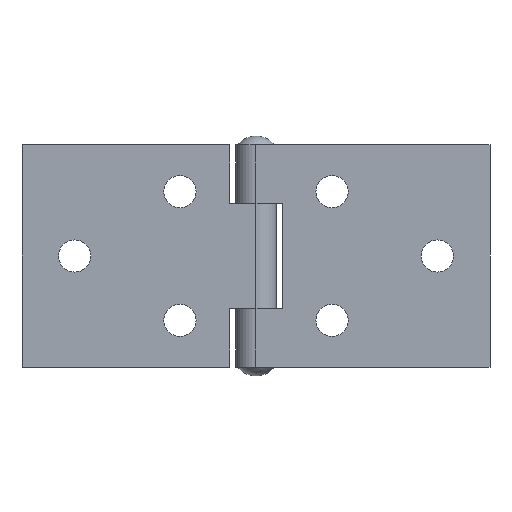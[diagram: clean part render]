
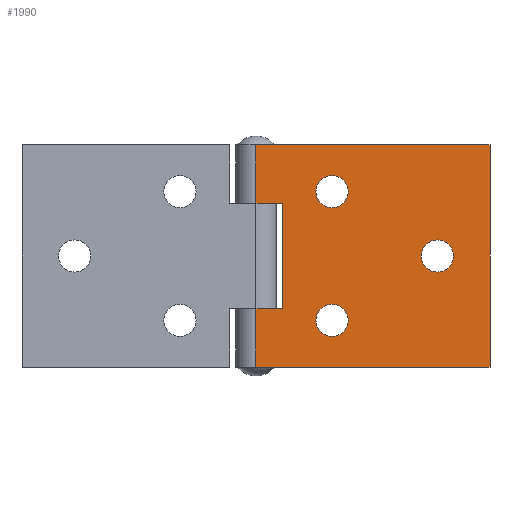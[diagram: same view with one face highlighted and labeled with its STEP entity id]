
A CAD part, front view. The second image highlights one B-rep face of the part: STEP entity #1990.
In plain terms, the highlighted planar face has unit normal (0, -1, 0).
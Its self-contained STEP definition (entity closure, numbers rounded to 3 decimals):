
#19 = EDGE_CURVE ( 'NONE', #2202, #477, #129, .T. ) ;
#20 = ORIENTED_EDGE ( 'NONE', *, *, #2309, .F. ) ;
#23 = EDGE_CURVE ( 'NONE', #1616, #1567, #2030, .T. ) ;
#27 = VECTOR ( 'NONE', #486, 1000. ) ;
#42 = DIRECTION ( 'NONE',  ( 0., -1., 0. ) ) ;
#73 = LINE ( 'NONE', #1141, #365 ) ;
#79 = VECTOR ( 'NONE', #2224, 1000. ) ;
#93 = AXIS2_PLACEMENT_3D ( 'NONE', #549, #2193, #385 ) ;
#96 = CIRCLE ( 'NONE', #798, 2.75 ) ;
#99 = LINE ( 'NONE', #1025, #1389 ) ;
#106 = VERTEX_POINT ( 'NONE', #343 ) ;
#108 = CARTESIAN_POINT ( 'NONE',  ( -13., -3.5, -11. ) ) ;
#118 = EDGE_LOOP ( 'NONE', ( #442, #211 ) ) ;
#129 = LINE ( 'NONE', #1772, #27 ) ;
#211 = ORIENTED_EDGE ( 'NONE', *, *, #1692, .F. ) ;
#222 = CARTESIAN_POINT ( 'NONE',  ( -33.75, -3.5, 0. ) ) ;
#246 = CARTESIAN_POINT ( 'NONE',  ( 0., -3.5, -9. ) ) ;
#251 = DIRECTION ( 'NONE',  ( 1., 0., 0. ) ) ;
#266 = AXIS2_PLACEMENT_3D ( 'NONE', #425, #1316, #1695 ) ;
#269 = AXIS2_PLACEMENT_3D ( 'NONE', #108, #2005, #1801 ) ;
#305 = VECTOR ( 'NONE', #693, 1000. ) ;
#327 = DIRECTION ( 'NONE',  ( -1., 0., 0. ) ) ;
#343 = CARTESIAN_POINT ( 'NONE',  ( -28.25, -3.5, 0. ) ) ;
#355 = CARTESIAN_POINT ( 'NONE',  ( 0., -3.5, 19. ) ) ;
#365 = VECTOR ( 'NONE', #969, 1000. ) ;
#384 = EDGE_CURVE ( 'NONE', #1364, #444, #96, .T. ) ;
#385 = DIRECTION ( 'NONE',  ( 1., 0., 0. ) ) ;
#390 = CARTESIAN_POINT ( 'NONE',  ( -40., -3.5, -19. ) ) ;
#391 = CARTESIAN_POINT ( 'NONE',  ( -15.75, -3.5, -11. ) ) ;
#425 = CARTESIAN_POINT ( 'NONE',  ( -31., -3.5, 0. ) ) ;
#442 = ORIENTED_EDGE ( 'NONE', *, *, #1740, .F. ) ;
#444 = VERTEX_POINT ( 'NONE', #1870 ) ;
#462 = FACE_BOUND ( 'NONE', #875, .T. ) ;
#477 = VERTEX_POINT ( 'NONE', #1122 ) ;
#479 = CARTESIAN_POINT ( 'NONE',  ( 0., -3.5, 19. ) ) ;
#485 = CARTESIAN_POINT ( 'NONE',  ( -10.25, -3.5, 11. ) ) ;
#486 = DIRECTION ( 'NONE',  ( 0., 0., -1. ) ) ;
#497 = DIRECTION ( 'NONE',  ( 0., 0., -1. ) ) ;
#503 = CARTESIAN_POINT ( 'NONE',  ( -10.25, -3.5, -11. ) ) ;
#511 = DIRECTION ( 'NONE',  ( 1., 0., 0. ) ) ;
#549 = CARTESIAN_POINT ( 'NONE',  ( -13., -3.5, -11. ) ) ;
#570 = LINE ( 'NONE', #1679, #79 ) ;
#613 = CIRCLE ( 'NONE', #93, 2.75 ) ;
#638 = LINE ( 'NONE', #1202, #869 ) ;
#643 = VERTEX_POINT ( 'NONE', #503 ) ;
#675 = DIRECTION ( 'NONE',  ( 0., 0., -1. ) ) ;
#681 = DIRECTION ( 'NONE',  ( -1., 0., 0. ) ) ;
#693 = DIRECTION ( 'NONE',  ( 1., 0., 0. ) ) ;
#724 = LINE ( 'NONE', #1275, #305 ) ;
#729 = VECTOR ( 'NONE', #820, 1000. ) ;
#776 = CARTESIAN_POINT ( 'NONE',  ( 0., -3.5, -19. ) ) ;
#798 = AXIS2_PLACEMENT_3D ( 'NONE', #2051, #42, #251 ) ;
#820 = DIRECTION ( 'NONE',  ( 0., 0., -1. ) ) ;
#824 = EDGE_CURVE ( 'NONE', #1274, #1697, #1042, .T. ) ;
#844 = DIRECTION ( 'NONE',  ( 0., -1., 0. ) ) ;
#869 = VECTOR ( 'NONE', #681, 1000. ) ;
#875 = EDGE_LOOP ( 'NONE', ( #1682, #879 ) ) ;
#876 = FACE_BOUND ( 'NONE', #1333, .T. ) ;
#879 = ORIENTED_EDGE ( 'NONE', *, *, #384, .F. ) ;
#908 = EDGE_CURVE ( 'NONE', #643, #2145, #2031, .T. ) ;
#912 = ORIENTED_EDGE ( 'NONE', *, *, #1314, .T. ) ;
#947 = DIRECTION ( 'NONE',  ( 0., -1., 0. ) ) ;
#969 = DIRECTION ( 'NONE',  ( 1., 0., 0. ) ) ;
#971 = CARTESIAN_POINT ( 'NONE',  ( -31., -3.5, 0. ) ) ;
#1025 = CARTESIAN_POINT ( 'NONE',  ( -40., -3.5, 19. ) ) ;
#1042 = LINE ( 'NONE', #479, #729 ) ;
#1054 = ORIENTED_EDGE ( 'NONE', *, *, #908, .F. ) ;
#1059 = VERTEX_POINT ( 'NONE', #390 ) ;
#1122 = CARTESIAN_POINT ( 'NONE',  ( 0., -3.5, 9. ) ) ;
#1129 = ORIENTED_EDGE ( 'NONE', *, *, #1356, .F. ) ;
#1141 = CARTESIAN_POINT ( 'NONE',  ( 0., -3.5, -19. ) ) ;
#1165 = ORIENTED_EDGE ( 'NONE', *, *, #19, .F. ) ;
#1202 = CARTESIAN_POINT ( 'NONE',  ( 3.5, -3.5, 9. ) ) ;
#1238 = PLANE ( 'NONE',  #1957 ) ;
#1242 = VERTEX_POINT ( 'NONE', #222 ) ;
#1274 = VERTEX_POINT ( 'NONE', #246 ) ;
#1275 = CARTESIAN_POINT ( 'NONE',  ( 3.5, -3.5, -9. ) ) ;
#1314 = EDGE_CURVE ( 'NONE', #1476, #1059, #99, .T. ) ;
#1316 = DIRECTION ( 'NONE',  ( 0., -1., 0. ) ) ;
#1327 = EDGE_CURVE ( 'NONE', #444, #1364, #1728, .T. ) ;
#1333 = EDGE_LOOP ( 'NONE', ( #1344, #1054 ) ) ;
#1344 = ORIENTED_EDGE ( 'NONE', *, *, #2132, .F. ) ;
#1356 = EDGE_CURVE ( 'NONE', #477, #1616, #638, .T. ) ;
#1364 = VERTEX_POINT ( 'NONE', #485 ) ;
#1365 = FACE_BOUND ( 'NONE', #118, .T. ) ;
#1389 = VECTOR ( 'NONE', #675, 1000. ) ;
#1437 = CARTESIAN_POINT ( 'NONE',  ( -40., -3.5, 19. ) ) ;
#1453 = EDGE_CURVE ( 'NONE', #1567, #1274, #724, .T. ) ;
#1476 = VERTEX_POINT ( 'NONE', #1437 ) ;
#1489 = CIRCLE ( 'NONE', #1627, 2.75 ) ;
#1511 = AXIS2_PLACEMENT_3D ( 'NONE', #1576, #844, #511 ) ;
#1527 = ORIENTED_EDGE ( 'NONE', *, *, #824, .F. ) ;
#1567 = VERTEX_POINT ( 'NONE', #1853 ) ;
#1576 = CARTESIAN_POINT ( 'NONE',  ( -13., -3.5, 11. ) ) ;
#1584 = CARTESIAN_POINT ( 'NONE',  ( -4.5, -3.5, 9. ) ) ;
#1616 = VERTEX_POINT ( 'NONE', #1649 ) ;
#1627 = AXIS2_PLACEMENT_3D ( 'NONE', #971, #947, #2252 ) ;
#1649 = CARTESIAN_POINT ( 'NONE',  ( -4.5, -3.5, 9. ) ) ;
#1650 = ORIENTED_EDGE ( 'NONE', *, *, #1453, .F. ) ;
#1679 = CARTESIAN_POINT ( 'NONE',  ( 0., -3.5, 19. ) ) ;
#1682 = ORIENTED_EDGE ( 'NONE', *, *, #1327, .F. ) ;
#1687 = ORIENTED_EDGE ( 'NONE', *, *, #23, .F. ) ;
#1692 = EDGE_CURVE ( 'NONE', #106, #1242, #1489, .T. ) ;
#1695 = DIRECTION ( 'NONE',  ( 1., 0., 0. ) ) ;
#1697 = VERTEX_POINT ( 'NONE', #776 ) ;
#1728 = CIRCLE ( 'NONE', #1511, 2.75 ) ;
#1740 = EDGE_CURVE ( 'NONE', #1242, #106, #2093, .T. ) ;
#1772 = CARTESIAN_POINT ( 'NONE',  ( 0., -3.5, 19. ) ) ;
#1801 = DIRECTION ( 'NONE',  ( 1., 0., 0. ) ) ;
#1821 = VECTOR ( 'NONE', #497, 1000. ) ;
#1853 = CARTESIAN_POINT ( 'NONE',  ( -4.5, -3.5, -9. ) ) ;
#1859 = FACE_OUTER_BOUND ( 'NONE', #2036, .T. ) ;
#1870 = CARTESIAN_POINT ( 'NONE',  ( -15.75, -3.5, 11. ) ) ;
#1889 = ORIENTED_EDGE ( 'NONE', *, *, #2371, .T. ) ;
#1957 = AXIS2_PLACEMENT_3D ( 'NONE', #2162, #1958, #327 ) ;
#1958 = DIRECTION ( 'NONE',  ( 0., 1., 0. ) ) ;
#1990 = ADVANCED_FACE ( 'NONE', ( #462, #1859, #1365, #876 ), #1238, .F. ) ;
#2005 = DIRECTION ( 'NONE',  ( 0., -1., 0. ) ) ;
#2030 = LINE ( 'NONE', #1584, #1821 ) ;
#2031 = CIRCLE ( 'NONE', #269, 2.75 ) ;
#2036 = EDGE_LOOP ( 'NONE', ( #1687, #1129, #1165, #20, #912, #1889, #1527, #1650 ) ) ;
#2051 = CARTESIAN_POINT ( 'NONE',  ( -13., -3.5, 11. ) ) ;
#2093 = CIRCLE ( 'NONE', #266, 2.75 ) ;
#2132 = EDGE_CURVE ( 'NONE', #2145, #643, #613, .T. ) ;
#2145 = VERTEX_POINT ( 'NONE', #391 ) ;
#2162 = CARTESIAN_POINT ( 'NONE',  ( 0., -3.5, 19. ) ) ;
#2193 = DIRECTION ( 'NONE',  ( 0., -1., 0. ) ) ;
#2202 = VERTEX_POINT ( 'NONE', #355 ) ;
#2224 = DIRECTION ( 'NONE',  ( 1., 0., 0. ) ) ;
#2252 = DIRECTION ( 'NONE',  ( 1., 0., 0. ) ) ;
#2309 = EDGE_CURVE ( 'NONE', #1476, #2202, #570, .T. ) ;
#2371 = EDGE_CURVE ( 'NONE', #1059, #1697, #73, .T. ) ;
